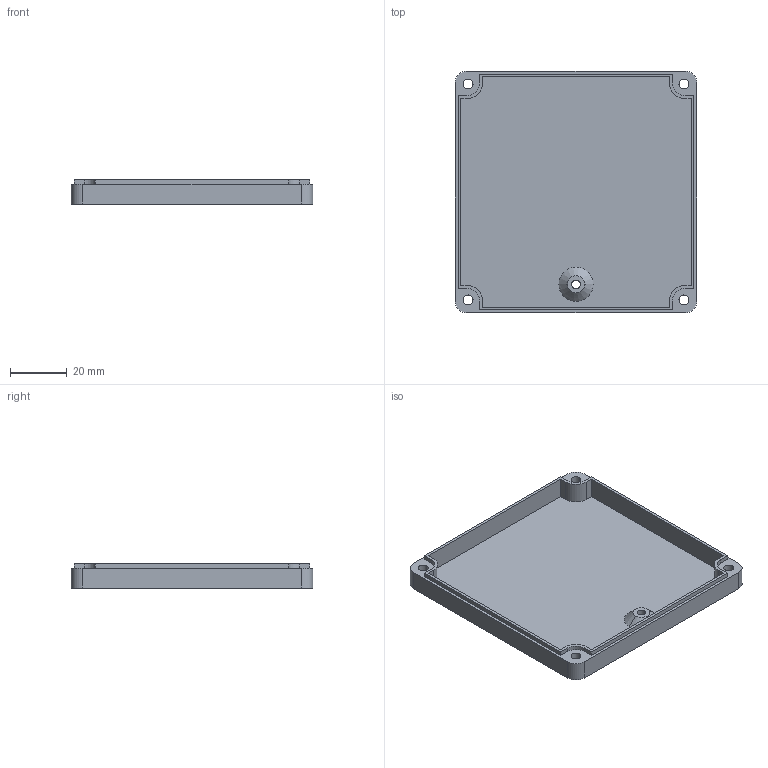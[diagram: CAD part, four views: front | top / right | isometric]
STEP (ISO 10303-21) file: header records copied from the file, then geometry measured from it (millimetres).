
FILE_DESCRIPTION (( 'STEP AP214' ), '1' );
FILE_NAME ('nixieblock_rearbox.step', '2020-01-14T03:03:34', ( '' ), ( '' ), 'SwSTEP 2.0', 'SolidWorks 2018', '' );
FILE_SCHEMA (( 'AUTOMOTIVE_DESIGN' ));
Length unit declared in the file: millimetre
Products named in the file (1): nixieblock_rearbox
Bounding box: 85 x 85 x 8.5 mm (x, y, z)
Volume: 12576.5 mm3; surface area: 20173.8 mm2
Topology: 1 solids, 1 shells, 81 faces, 204 edges, 136 vertices
Faces by surface type: plane 41, cylinder 38, cone 2
Entity records: 2512 total; most frequent: DIRECTION 448, CARTESIAN_POINT 422, ORIENTED_EDGE 408, EDGE_CURVE 204, AXIS2_PLACEMENT_3D 162, VERTEX_POINT 136, VECTOR 124, LINE 124
